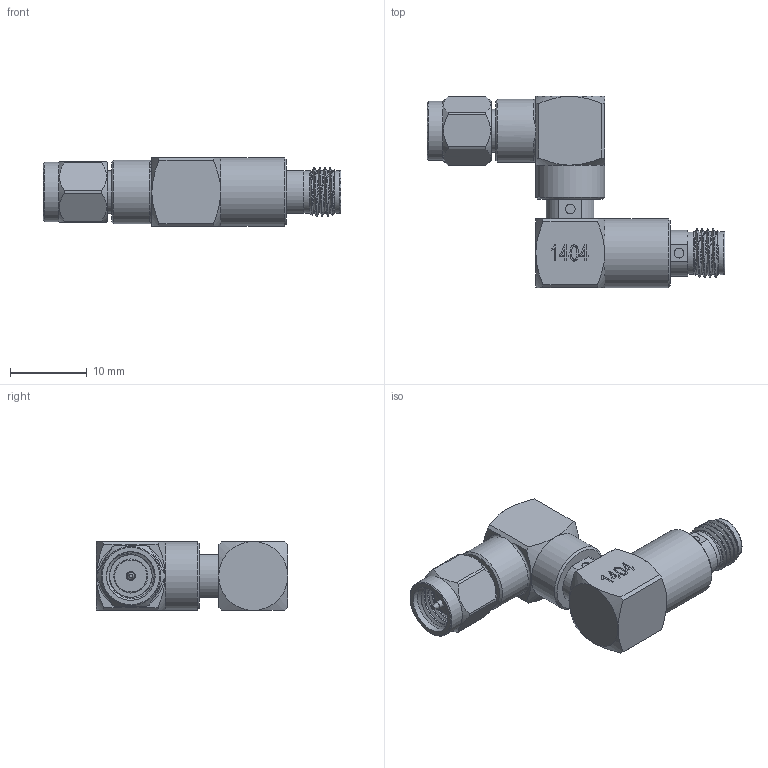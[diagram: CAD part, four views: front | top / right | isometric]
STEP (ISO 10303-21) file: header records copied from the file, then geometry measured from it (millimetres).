
FILE_DESCRIPTION (( 'STEP AP203' ), '1' );
FILE_NAME ('FMAD1404_3D.step', '2022-01-29T02:41:54', ( '' ), ( '' ), 'SwSTEP 2.0', 'SolidWorks 2021', '' );
FILE_SCHEMA (( 'CONFIG_CONTROL_DESIGN' ));
Length unit declared in the file: inch
Products named in the file (1): FMAD1404_3D
Bounding box: 38.9 x 24.99 x 9 mm (x, y, z)
Volume: 3114.9 mm3; surface area: 2108.4 mm2
Topology: 1 solids, 1 shells, 181 faces, 453 edges, 296 vertices
Faces by surface type: plane 95, cylinder 35, cone 30, bspline 18, torus 3
Full cylindrical faces by diameter (mm): 0.94 x2, 1.194 x2, 1.27 x2, 4.445 x1, 4.572 x1, 5.526 x1, 5.582 x1, 5.588 x1, 6.35 x7, 6.604 x1, 7.762 x1, 8.255 x1, 9 x2
Entity records: 9118 total; most frequent: CARTESIAN_POINT 5245, ORIENTED_EDGE 818, DIRECTION 670, EDGE_CURVE 409, VERTEX_POINT 288, AXIS2_PLACEMENT_3D 248, EDGE_LOOP 227, FACE_OUTER_BOUND 195
